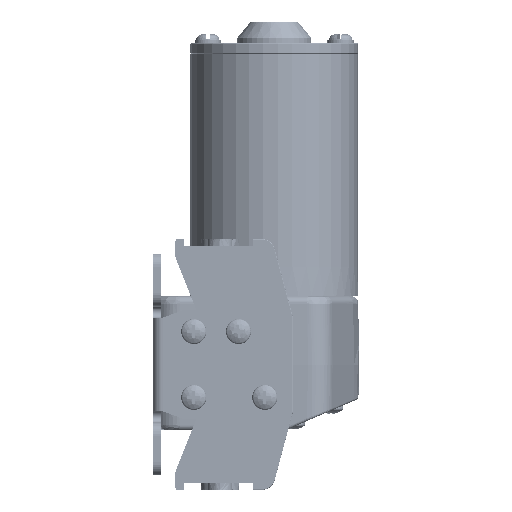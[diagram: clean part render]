
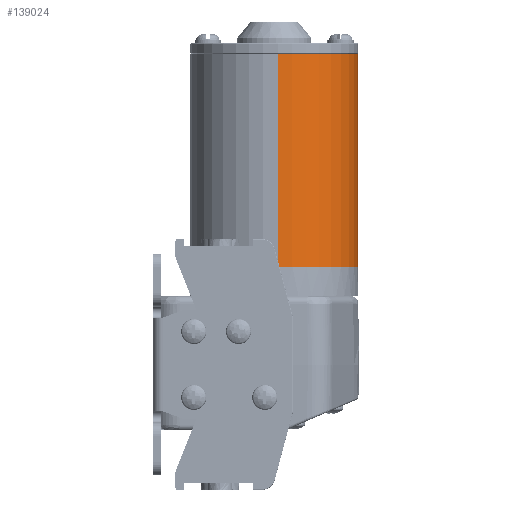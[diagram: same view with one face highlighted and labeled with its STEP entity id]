
A CAD part, left-side view. The second image highlights one B-rep face of the part: STEP entity #139024.
In plain terms, the highlighted cylindrical face has radius 31.845 mm (diameter 63.691 mm), a partial arc.
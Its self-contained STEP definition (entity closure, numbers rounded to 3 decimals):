
#5906 = VERTEX_POINT ( 'NONE', #29098 ) ;
#5908 = VERTEX_POINT ( 'NONE', #29101 ) ;
#5910 = VERTEX_POINT ( 'NONE', #29104 ) ;
#5913 = VERTEX_POINT ( 'NONE', #29109 ) ;
#29098 = CARTESIAN_POINT ( 'NONE',  ( 22.943, -5.86, 24.579 ) ) ;
#29101 = CARTESIAN_POINT ( 'NONE',  ( -40.683, -8.729, 24.579 ) ) ;
#29104 = CARTESIAN_POINT ( 'NONE',  ( -40.683, -8.729, 105.421 ) ) ;
#29109 = CARTESIAN_POINT ( 'NONE',  ( 22.943, -5.86, 105.421 ) ) ;
#33685 = EDGE_CURVE ( 'NONE', #5913, #5910, #40773, .T. ) ;
#33687 = EDGE_CURVE ( 'NONE', #5908, #5906, #40776, .T. ) ;
#40773 = CIRCLE ( 'NONE', #137985, 31.845 ) ;
#40776 = CIRCLE ( 'NONE', #137986, 31.845 ) ;
#75374 = EDGE_CURVE ( 'NONE', #5906, #5913, #120077, .T. ) ;
#75378 = EDGE_CURVE ( 'NONE', #5908, #5910, #120084, .T. ) ;
#79131 = ORIENTED_EDGE ( 'NONE', *, *, #75378, .F. ) ;
#79134 = ORIENTED_EDGE ( 'NONE', *, *, #33687, .T. ) ;
#79136 = ORIENTED_EDGE ( 'NONE', *, *, #75374, .T. ) ;
#79138 = ORIENTED_EDGE ( 'NONE', *, *, #33685, .T. ) ;
#91508 = EDGE_LOOP ( 'NONE', ( #79131, #79134, #79136, #79138 ) ) ;
#120077 = LINE ( 'NONE', #132231, #120088 ) ;
#120084 = LINE ( 'NONE', #132230, #120091 ) ;
#120088 = VECTOR ( 'NONE', #132228, 1000. ) ;
#120091 = VECTOR ( 'NONE', #132237, 1000. ) ;
#121376 = FACE_OUTER_BOUND ( 'NONE', #91508, .T. ) ;
#132228 = DIRECTION ( 'NONE',  ( 0., 0., 1. ) ) ;
#132230 = CARTESIAN_POINT ( 'NONE',  ( -40.683, -8.729, 24.378 ) ) ;
#132231 = CARTESIAN_POINT ( 'NONE',  ( 22.943, -5.86, 24.378 ) ) ;
#132237 = DIRECTION ( 'NONE',  ( 0., 0., 1. ) ) ;
#137985 = AXIS2_PLACEMENT_3D ( 'NONE', #205842, #205843, #205844 ) ;
#137986 = AXIS2_PLACEMENT_3D ( 'NONE', #205850, #205851, #205852 ) ;
#139024 = ADVANCED_FACE ( 'NONE', ( #121376 ), #158888, .T. ) ;
#141260 = DIRECTION ( 'NONE',  ( 0., 0., 1. ) ) ;
#141306 = CARTESIAN_POINT ( 'NONE',  ( -8.87, -7.295, 24.378 ) ) ;
#141340 = DIRECTION ( 'NONE',  ( 0.999, 0.045, 0. ) ) ;
#143113 = AXIS2_PLACEMENT_3D ( 'NONE', #141306, #141260, #141340 ) ;
#158888 = CYLINDRICAL_SURFACE ( 'NONE', #143113, 31.845 ) ;
#205842 = CARTESIAN_POINT ( 'NONE',  ( -8.87, -7.295, 105.421 ) ) ;
#205843 = DIRECTION ( 'NONE',  ( 0., 0., -1. ) ) ;
#205844 = DIRECTION ( 'NONE',  ( -0.999, -0.045, 0. ) ) ;
#205850 = CARTESIAN_POINT ( 'NONE',  ( -8.87, -7.295, 24.579 ) ) ;
#205851 = DIRECTION ( 'NONE',  ( 0., 0., 1. ) ) ;
#205852 = DIRECTION ( 'NONE',  ( -0.999, -0.045, 0. ) ) ;
